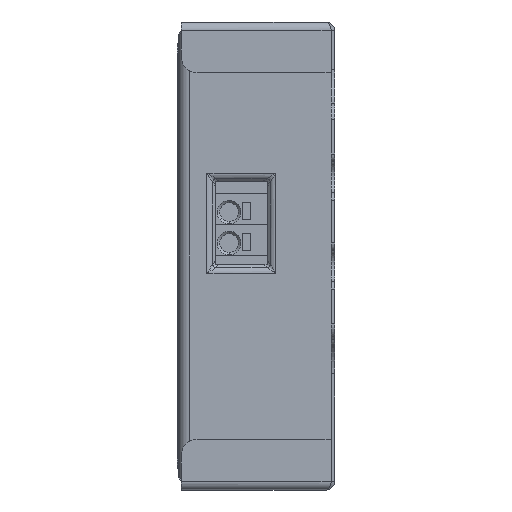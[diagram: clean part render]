
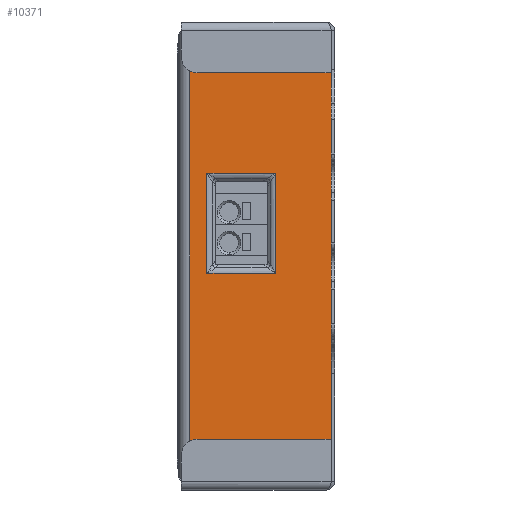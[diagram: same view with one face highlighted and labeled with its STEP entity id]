
A CAD part, left-side view. The second image highlights one B-rep face of the part: STEP entity #10371.
In plain terms, the highlighted planar face has unit normal (-1, 0, 0).
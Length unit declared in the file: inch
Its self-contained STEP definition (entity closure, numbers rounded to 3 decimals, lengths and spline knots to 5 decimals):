
#680=DIRECTION('',(0.,0.,1.));
#681=VECTOR('',#680,2.882);
#682=CARTESIAN_POINT('',(-2.074,-0.072,-1.441));
#683=LINE('',#682,#681);
#3029=DIRECTION('',(0.,-1.,0.));
#3030=VECTOR('',#3029,0.898);
#3031=CARTESIAN_POINT('',(-2.074,-0.072,1.441));
#3032=LINE('',#3031,#3030);
#3033=DIRECTION('',(0.,0.,-1.));
#3034=VECTOR('',#3033,2.882);
#3035=CARTESIAN_POINT('',(-2.074,-0.97,1.441));
#3036=LINE('',#3035,#3034);
#3037=DIRECTION('',(0.,1.,0.));
#3038=VECTOR('',#3037,0.898);
#3039=CARTESIAN_POINT('',(-2.074,-0.97,-1.441));
#3040=LINE('',#3039,#3038);
#3041=DIRECTION('',(0.,-1.,0.));
#3042=VECTOR('',#3041,0.43876);
#3043=CARTESIAN_POINT('',(-2.074,-0.18012,0.52758));
#3044=LINE('',#3043,#3042);
#3045=DIRECTION('',(0.,0.,1.));
#3046=VECTOR('',#3045,0.63776);
#3047=CARTESIAN_POINT('',(-2.074,-0.18012,-0.11018));
#3048=LINE('',#3047,#3046);
#3049=DIRECTION('',(0.,1.,0.));
#3050=VECTOR('',#3049,0.43876);
#3051=CARTESIAN_POINT('',(-2.074,-0.61888,-0.11018));
#3052=LINE('',#3051,#3050);
#3053=DIRECTION('',(0.,0.,-1.));
#3054=VECTOR('',#3053,0.63776);
#3055=CARTESIAN_POINT('',(-2.074,-0.61888,0.52758));
#3056=LINE('',#3055,#3054);
#4735=CARTESIAN_POINT('',(-2.074,-0.072,1.441));
#4736=CARTESIAN_POINT('',(-2.074,-0.97,1.441));
#4737=VERTEX_POINT('',#4735);
#4738=VERTEX_POINT('',#4736);
#4739=CARTESIAN_POINT('',(-2.074,-0.97,-1.441));
#4740=VERTEX_POINT('',#4739);
#4741=CARTESIAN_POINT('',(-2.074,-0.072,-1.441));
#4742=VERTEX_POINT('',#4741);
#5770=CARTESIAN_POINT('',(-2.074,-0.18012,0.52758));
#5771=CARTESIAN_POINT('',(-2.074,-0.61888,0.52758));
#5772=VERTEX_POINT('',#5770);
#5773=VERTEX_POINT('',#5771);
#5774=CARTESIAN_POINT('',(-2.074,-0.61888,-0.11018));
#5775=VERTEX_POINT('',#5774);
#5776=CARTESIAN_POINT('',(-2.074,-0.18012,-0.11018));
#5777=VERTEX_POINT('',#5776);
#10350=CARTESIAN_POINT('',(-2.074,-0.024,-0.73105));
#10351=DIRECTION('',(1.,0.,0.));
#10352=DIRECTION('',(0.,0.,1.));
#10353=AXIS2_PLACEMENT_3D('',#10350,#10351,#10352);
#10354=PLANE('',#10353);
#10355=ORIENTED_EDGE('',*,*,#10317,.T.);
#10356=ORIENTED_EDGE('',*,*,#10331,.T.);
#10357=ORIENTED_EDGE('',*,*,#10344,.T.);
#10358=ORIENTED_EDGE('',*,*,#6529,.T.);
#10359=EDGE_LOOP('',(#10355,#10356,#10357,#10358));
#10360=FACE_OUTER_BOUND('',#10359,.F.);
#10362=ORIENTED_EDGE('',*,*,#10361,.F.);
#10364=ORIENTED_EDGE('',*,*,#10363,.F.);
#10366=ORIENTED_EDGE('',*,*,#10365,.F.);
#10368=ORIENTED_EDGE('',*,*,#10367,.F.);
#10369=EDGE_LOOP('',(#10362,#10364,#10366,#10368));
#10370=FACE_BOUND('',#10369,.F.);
#10371=ADVANCED_FACE('',(#10360,#10370),#10354,.F.);
#6529=EDGE_CURVE('',#4742,#4737,#683,.T.);
#10317=EDGE_CURVE('',#4737,#4738,#3032,.T.);
#10331=EDGE_CURVE('',#4738,#4740,#3036,.T.);
#10344=EDGE_CURVE('',#4740,#4742,#3040,.T.);
#10361=EDGE_CURVE('',#5772,#5773,#3044,.T.);
#10363=EDGE_CURVE('',#5777,#5772,#3048,.T.);
#10365=EDGE_CURVE('',#5775,#5777,#3052,.T.);
#10367=EDGE_CURVE('',#5773,#5775,#3056,.T.);
